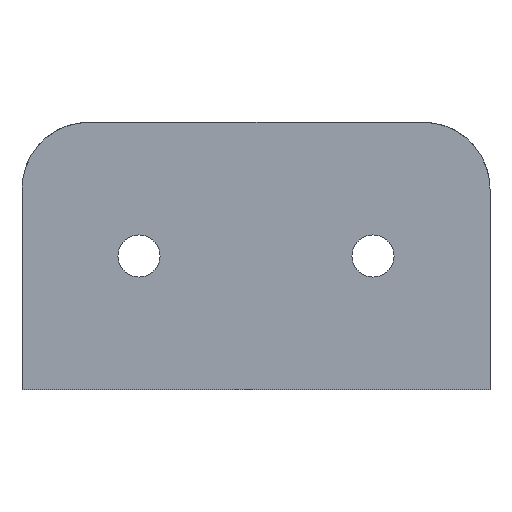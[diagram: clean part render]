
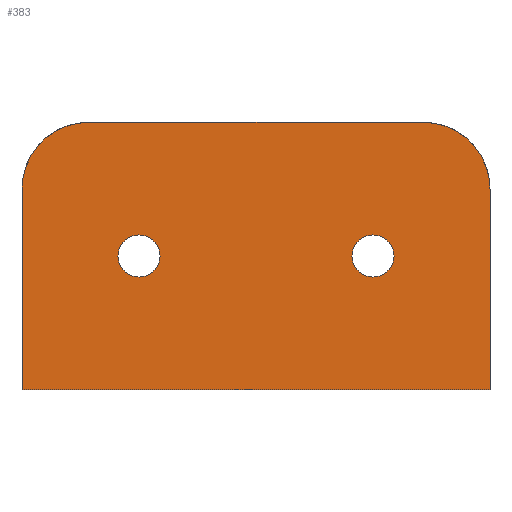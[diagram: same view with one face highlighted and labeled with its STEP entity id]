
A CAD part, front view. The second image highlights one B-rep face of the part: STEP entity #383.
In plain terms, the highlighted planar face has unit normal (0, -1, 0).
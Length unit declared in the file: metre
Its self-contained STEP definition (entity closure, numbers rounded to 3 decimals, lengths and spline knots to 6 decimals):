
#27=CIRCLE('',#420,0.005);
#28=CIRCLE('',#421,0.005);
#29=CIRCLE('',#422,0.001575);
#30=CIRCLE('',#423,0.001575);
#43=ORIENTED_EDGE('',*,*,#147,.F.);
#44=ORIENTED_EDGE('',*,*,#148,.T.);
#45=ORIENTED_EDGE('',*,*,#149,.T.);
#46=ORIENTED_EDGE('',*,*,#150,.T.);
#47=ORIENTED_EDGE('',*,*,#151,.F.);
#48=ORIENTED_EDGE('',*,*,#152,.T.);
#49=ORIENTED_EDGE('',*,*,#153,.T.);
#50=ORIENTED_EDGE('',*,*,#154,.F.);
#147=EDGE_CURVE('',#199,#200,#237,.T.);
#148=EDGE_CURVE('',#199,#201,#27,.F.);
#149=EDGE_CURVE('',#201,#202,#238,.T.);
#150=EDGE_CURVE('',#202,#203,#239,.T.);
#151=EDGE_CURVE('',#204,#203,#240,.T.);
#152=EDGE_CURVE('',#204,#200,#28,.F.);
#153=EDGE_CURVE('',#205,#205,#29,.T.);
#154=EDGE_CURVE('',#206,#206,#30,.F.);
#199=VERTEX_POINT('',#589);
#200=VERTEX_POINT('',#590);
#201=VERTEX_POINT('',#592);
#202=VERTEX_POINT('',#594);
#203=VERTEX_POINT('',#596);
#204=VERTEX_POINT('',#598);
#205=VERTEX_POINT('',#601);
#206=VERTEX_POINT('',#603);
#237=LINE('',#588,#267);
#238=LINE('',#593,#268);
#239=LINE('',#595,#269);
#240=LINE('',#597,#270);
#267=VECTOR('',#468,1.);
#268=VECTOR('',#471,1.);
#269=VECTOR('',#472,1.);
#270=VECTOR('',#473,1.);
#297=EDGE_LOOP('',(#43,#44,#45,#46,#47,#48));
#298=EDGE_LOOP('',(#49));
#299=EDGE_LOOP('',(#50));
#333=FACE_BOUND('',#297,.T.);
#334=FACE_BOUND('',#298,.T.);
#335=FACE_BOUND('',#299,.T.);
#369=PLANE('',#419);
#383=ADVANCED_FACE('',(#333,#334,#335),#369,.F.);
#419=AXIS2_PLACEMENT_3D('',#587,#466,#467);
#420=AXIS2_PLACEMENT_3D('',#591,#469,#470);
#421=AXIS2_PLACEMENT_3D('',#599,#474,#475);
#422=AXIS2_PLACEMENT_3D('',#600,#476,#477);
#423=AXIS2_PLACEMENT_3D('',#602,#478,#479);
#466=DIRECTION('',(0.,1.,0.));
#467=DIRECTION('',(0.,0.,1.));
#468=DIRECTION('',(1.,0.,0.));
#469=DIRECTION('',(0.,1.,0.));
#470=DIRECTION('',(0.,0.,1.));
#471=DIRECTION('',(0.,0.,-1.));
#472=DIRECTION('',(1.,0.,0.));
#473=DIRECTION('',(0.,0.,-1.));
#474=DIRECTION('',(0.,1.,0.));
#475=DIRECTION('',(0.,0.,1.));
#476=DIRECTION('',(0.,1.,0.));
#477=DIRECTION('',(0.,0.,1.));
#478=DIRECTION('',(0.,1.,0.));
#479=DIRECTION('',(0.,0.,1.));
#587=CARTESIAN_POINT('',(0.,0.,0.006));
#588=CARTESIAN_POINT('',(0.,0.,0.02));
#589=CARTESIAN_POINT('',(-0.0125,0.,0.02));
#590=CARTESIAN_POINT('',(0.0125,0.,0.02));
#591=CARTESIAN_POINT('',(-0.0125,0.,0.015));
#592=CARTESIAN_POINT('',(-0.0175,0.,0.015));
#593=CARTESIAN_POINT('',(-0.0175,0.,0.006));
#594=CARTESIAN_POINT('',(-0.0175,0.,0.));
#595=CARTESIAN_POINT('',(0.,0.,0.));
#596=CARTESIAN_POINT('',(0.0175,0.,0.));
#597=CARTESIAN_POINT('',(0.0175,0.,0.006));
#598=CARTESIAN_POINT('',(0.0175,0.,0.015));
#599=CARTESIAN_POINT('',(0.0125,0.,0.015));
#600=CARTESIAN_POINT('',(-0.00875,0.,0.01));
#601=CARTESIAN_POINT('',(-0.00875,0.,0.011575));
#602=CARTESIAN_POINT('',(0.00875,0.,0.01));
#603=CARTESIAN_POINT('',(0.00875,0.,0.011575));
